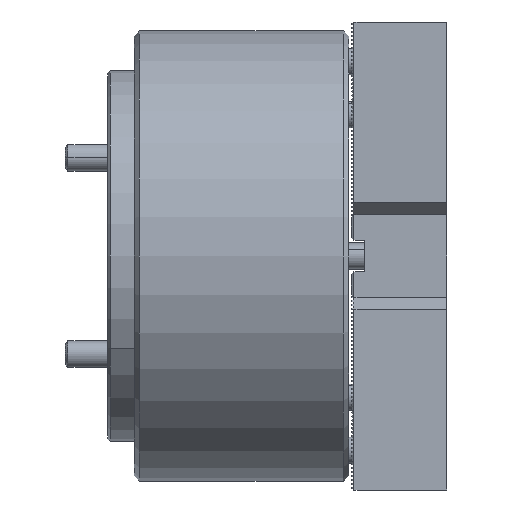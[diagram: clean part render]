
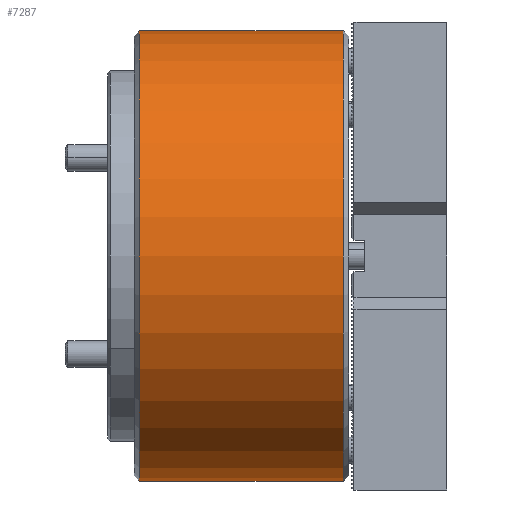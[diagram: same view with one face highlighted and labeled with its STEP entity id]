
A CAD part, front view. The second image highlights one B-rep face of the part: STEP entity #7287.
In plain terms, the highlighted cylindrical face has radius 85 mm (diameter 170 mm), a partial arc.
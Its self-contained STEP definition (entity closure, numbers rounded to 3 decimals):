
#85 = CIRCLE ( 'NONE', #15351, 85. ) ;
#1065 = CARTESIAN_POINT ( 'NONE',  ( 329.829, 0., 85. ) ) ;
#1495 = CARTESIAN_POINT ( 'NONE',  ( 2., 0., -85. ) ) ;
#1765 = DIRECTION ( 'NONE',  ( 1., 0., 0. ) ) ;
#2241 = CARTESIAN_POINT ( 'NONE',  ( 2., 0., 0. ) ) ;
#4148 = FACE_OUTER_BOUND ( 'NONE', #13516, .T. ) ;
#4240 = DIRECTION ( 'NONE',  ( 0., 0., 1. ) ) ;
#4490 = EDGE_CURVE ( 'NONE', #7307, #4841, #6108, .T. ) ;
#4841 = VERTEX_POINT ( 'NONE', #1495 ) ;
#6076 = VERTEX_POINT ( 'NONE', #17373 ) ;
#6108 = CIRCLE ( 'NONE', #15369, 85. ) ;
#7287 = ADVANCED_FACE ( 'NONE', ( #4148 ), #23323, .T. ) ;
#7307 = VERTEX_POINT ( 'NONE', #7762 ) ;
#7676 = ORIENTED_EDGE ( 'NONE', *, *, #7778, .T. ) ;
#7762 = CARTESIAN_POINT ( 'NONE',  ( 2., 0., 85. ) ) ;
#7778 = EDGE_CURVE ( 'NONE', #4841, #24726, #18021, .T. ) ;
#7781 = LINE ( 'NONE', #1065, #12980 ) ;
#8475 = ORIENTED_EDGE ( 'NONE', *, *, #4490, .T. ) ;
#9547 = DIRECTION ( 'NONE',  ( -1., 0., 0. ) ) ;
#12980 = VECTOR ( 'NONE', #14881, 1000. ) ;
#13516 = EDGE_LOOP ( 'NONE', ( #17899, #8475, #7676, #13517 ) ) ;
#13517 = ORIENTED_EDGE ( 'NONE', *, *, #18982, .T. ) ;
#13580 = DIRECTION ( 'NONE',  ( 0., 0., -1. ) ) ;
#14881 = DIRECTION ( 'NONE',  ( 1., 0., 0. ) ) ;
#15022 = CARTESIAN_POINT ( 'NONE',  ( 329.829, 0., -85. ) ) ;
#15351 = AXIS2_PLACEMENT_3D ( 'NONE', #21390, #9547, #23373 ) ;
#15369 = AXIS2_PLACEMENT_3D ( 'NONE', #2241, #16063, #4240 ) ;
#16063 = DIRECTION ( 'NONE',  ( 1., 0., 0. ) ) ;
#17050 = DIRECTION ( 'NONE',  ( 1., 0., 0. ) ) ;
#17373 = CARTESIAN_POINT ( 'NONE',  ( 79., 0., 85. ) ) ;
#17899 = ORIENTED_EDGE ( 'NONE', *, *, #22894, .F. ) ;
#18021 = LINE ( 'NONE', #15022, #22678 ) ;
#18982 = EDGE_CURVE ( 'NONE', #24726, #6076, #85, .T. ) ;
#21390 = CARTESIAN_POINT ( 'NONE',  ( 79., 0., 0. ) ) ;
#21495 = CARTESIAN_POINT ( 'NONE',  ( 329.829, 0., 0. ) ) ;
#21680 = CARTESIAN_POINT ( 'NONE',  ( 79., 0., -85. ) ) ;
#22678 = VECTOR ( 'NONE', #17050, 1000. ) ;
#22894 = EDGE_CURVE ( 'NONE', #7307, #6076, #7781, .T. ) ;
#23323 = CYLINDRICAL_SURFACE ( 'NONE', #25474, 85. ) ;
#23373 = DIRECTION ( 'NONE',  ( 0., 0., -1. ) ) ;
#24726 = VERTEX_POINT ( 'NONE', #21680 ) ;
#25474 = AXIS2_PLACEMENT_3D ( 'NONE', #21495, #1765, #13580 ) ;
